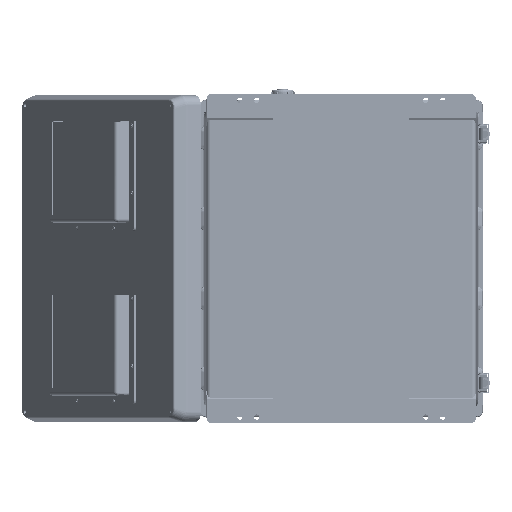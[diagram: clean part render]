
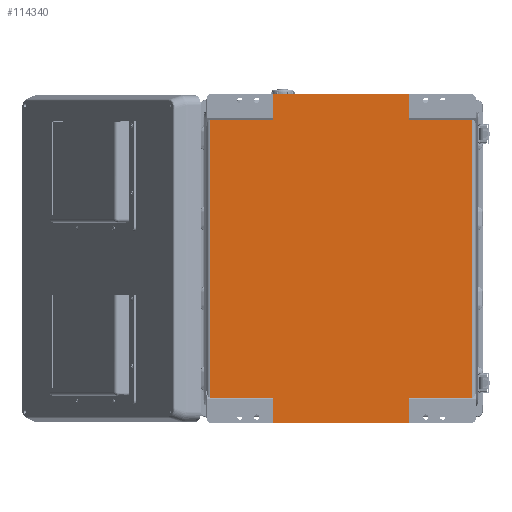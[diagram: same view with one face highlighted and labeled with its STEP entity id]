
A CAD part, front view. The second image highlights one B-rep face of the part: STEP entity #114340.
In plain terms, the highlighted planar face has unit normal (0, -1, 0).
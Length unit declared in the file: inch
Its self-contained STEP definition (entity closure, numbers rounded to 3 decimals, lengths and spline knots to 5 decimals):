
#1267 = LINE ( 'NONE', #68347, #114086 ) ;
#3889 = CARTESIAN_POINT ( 'NONE',  ( -4.03163, 0.05906, 0.85787 ) ) ;
#5767 = CARTESIAN_POINT ( 'NONE',  ( -4.03163, 0.05906, -19.48819 ) ) ;
#7612 = DIRECTION ( 'NONE',  ( 0., 0., 1. ) ) ;
#9405 = EDGE_CURVE ( 'NONE', #125313, #106431, #173647, .T. ) ;
#12937 = CARTESIAN_POINT ( 'NONE',  ( 8.11811, 0.05906, -17.96858 ) ) ;
#19595 = VECTOR ( 'NONE', #54570, 39.37008 ) ;
#20555 = FACE_OUTER_BOUND ( 'NONE', #82767, .T. ) ;
#21021 = DIRECTION ( 'NONE',  ( 0., 0., 1. ) ) ;
#21143 = CARTESIAN_POINT ( 'NONE',  ( 7.73754, 0.05906, -1.51961 ) ) ;
#21659 = AXIS2_PLACEMENT_3D ( 'NONE', #178126, #115830, #7612 ) ;
#22889 = CARTESIAN_POINT ( 'NONE',  ( -4.03163, 0.05906, 0. ) ) ;
#24656 = ORIENTED_EDGE ( 'NONE', *, *, #119932, .F. ) ;
#24706 = DIRECTION ( 'NONE',  ( 0., 0., -1. ) ) ;
#30616 = ORIENTED_EDGE ( 'NONE', *, *, #199900, .F. ) ;
#31940 = EDGE_CURVE ( 'NONE', #117661, #201699, #173405, .T. ) ;
#33427 = EDGE_CURVE ( 'NONE', #106431, #159376, #187278, .T. ) ;
#34818 = DIRECTION ( 'NONE',  ( 0., 0., 1. ) ) ;
#36355 = PLANE ( 'NONE',  #21659 ) ;
#40073 = LINE ( 'NONE', #135593, #69555 ) ;
#40977 = CARTESIAN_POINT ( 'NONE',  ( 4.03163, 0.05906, 0.85787 ) ) ;
#41711 = ORIENTED_EDGE ( 'NONE', *, *, #127066, .F. ) ;
#43788 = VECTOR ( 'NONE', #189987, 39.37008 ) ;
#48486 = VECTOR ( 'NONE', #34818, 39.37008 ) ;
#49620 = LINE ( 'NONE', #40977, #113354 ) ;
#51077 = VERTEX_POINT ( 'NONE', #22889 ) ;
#52648 = VECTOR ( 'NONE', #21021, 39.37008 ) ;
#54570 = DIRECTION ( 'NONE',  ( 0., 0., -1. ) ) ;
#55311 = EDGE_CURVE ( 'NONE', #117661, #155177, #66027, .T. ) ;
#60090 = ORIENTED_EDGE ( 'NONE', *, *, #111137, .F. ) ;
#60572 = CARTESIAN_POINT ( 'NONE',  ( -4.03163, 0.05906, -1.51961 ) ) ;
#63086 = ORIENTED_EDGE ( 'NONE', *, *, #31940, .T. ) ;
#64988 = CARTESIAN_POINT ( 'NONE',  ( 7.73754, 0.05906, -17.96858 ) ) ;
#65586 = DIRECTION ( 'NONE',  ( 1., 0., 0. ) ) ;
#66011 = CARTESIAN_POINT ( 'NONE',  ( 8.11811, 0.05906, -19.48819 ) ) ;
#66027 = LINE ( 'NONE', #12937, #159124 ) ;
#68347 = CARTESIAN_POINT ( 'NONE',  ( -7.73754, 0.05906, -1.51961 ) ) ;
#68374 = ORIENTED_EDGE ( 'NONE', *, *, #149341, .T. ) ;
#69555 = VECTOR ( 'NONE', #76578, 39.37008 ) ;
#71826 = DIRECTION ( 'NONE',  ( 0., 0., 1. ) ) ;
#75581 = VERTEX_POINT ( 'NONE', #180461 ) ;
#76578 = DIRECTION ( 'NONE',  ( -1., 0., 0. ) ) ;
#81446 = VECTOR ( 'NONE', #65586, 39.37008 ) ;
#81663 = CARTESIAN_POINT ( 'NONE',  ( 4.03163, 0.05906, 0. ) ) ;
#82301 = CARTESIAN_POINT ( 'NONE',  ( 8.11811, 0.05906, -1.51961 ) ) ;
#82767 = EDGE_LOOP ( 'NONE', ( #30616, #125928, #138415, #60090, #94856, #173277, #63086, #192666, #68374, #183000, #24656, #41711 ) ) ;
#86872 = DIRECTION ( 'NONE',  ( 0., 0., 1. ) ) ;
#93903 = LINE ( 'NONE', #184154, #81446 ) ;
#94400 = LINE ( 'NONE', #3889, #52648 ) ;
#94856 = ORIENTED_EDGE ( 'NONE', *, *, #191362, .F. ) ;
#95823 = VERTEX_POINT ( 'NONE', #128210 ) ;
#105968 = CARTESIAN_POINT ( 'NONE',  ( -7.73754, 0.05906, -1.51961 ) ) ;
#106431 = VERTEX_POINT ( 'NONE', #184628 ) ;
#111137 = EDGE_CURVE ( 'NONE', #95823, #159376, #171296, .T. ) ;
#111458 = VECTOR ( 'NONE', #24706, 39.37008 ) ;
#113354 = VECTOR ( 'NONE', #71826, 39.37008 ) ;
#113832 = DIRECTION ( 'NONE',  ( -1., 0., 0. ) ) ;
#114086 = VECTOR ( 'NONE', #86872, 39.37008 ) ;
#114340 = ADVANCED_FACE ( 'NONE', ( #20555 ), #36355, .F. ) ;
#115830 = DIRECTION ( 'NONE',  ( 0., 1., 0. ) ) ;
#117661 = VERTEX_POINT ( 'NONE', #64988 ) ;
#119199 = CARTESIAN_POINT ( 'NONE',  ( -4.03163, 0.05906, -20.34606 ) ) ;
#119856 = CARTESIAN_POINT ( 'NONE',  ( -7.73754, 0.05906, -17.96858 ) ) ;
#119932 = EDGE_CURVE ( 'NONE', #163339, #51077, #94400, .T. ) ;
#123188 = DIRECTION ( 'NONE',  ( -1., 0., 0. ) ) ;
#123942 = VECTOR ( 'NONE', #113832, 39.37008 ) ;
#125313 = VERTEX_POINT ( 'NONE', #119856 ) ;
#125339 = EDGE_CURVE ( 'NONE', #142901, #51077, #40073, .T. ) ;
#125928 = ORIENTED_EDGE ( 'NONE', *, *, #9405, .T. ) ;
#126520 = CARTESIAN_POINT ( 'NONE',  ( -8.11811, 0.05906, -17.96858 ) ) ;
#127066 = EDGE_CURVE ( 'NONE', #161162, #163339, #93903, .T. ) ;
#128210 = CARTESIAN_POINT ( 'NONE',  ( 4.03163, 0.05906, -19.48819 ) ) ;
#134781 = LINE ( 'NONE', #195710, #19595 ) ;
#135593 = CARTESIAN_POINT ( 'NONE',  ( 8.11811, 0.05906, 0. ) ) ;
#138211 = EDGE_CURVE ( 'NONE', #201699, #75581, #195101, .T. ) ;
#138415 = ORIENTED_EDGE ( 'NONE', *, *, #33427, .T. ) ;
#142901 = VERTEX_POINT ( 'NONE', #81663 ) ;
#144284 = VECTOR ( 'NONE', #159288, 39.37008 ) ;
#149341 = EDGE_CURVE ( 'NONE', #75581, #142901, #49620, .T. ) ;
#155177 = VERTEX_POINT ( 'NONE', #187657 ) ;
#159124 = VECTOR ( 'NONE', #123188, 39.37008 ) ;
#159288 = DIRECTION ( 'NONE',  ( 1., 0., 0. ) ) ;
#159376 = VERTEX_POINT ( 'NONE', #5767 ) ;
#161162 = VERTEX_POINT ( 'NONE', #105968 ) ;
#161856 = CARTESIAN_POINT ( 'NONE',  ( 7.73754, 0.05906, -1.51961 ) ) ;
#163339 = VERTEX_POINT ( 'NONE', #60572 ) ;
#171296 = LINE ( 'NONE', #66011, #43788 ) ;
#173277 = ORIENTED_EDGE ( 'NONE', *, *, #55311, .F. ) ;
#173405 = LINE ( 'NONE', #21143, #48486 ) ;
#173647 = LINE ( 'NONE', #126520, #144284 ) ;
#178126 = CARTESIAN_POINT ( 'NONE',  ( 8.11811, 0.05906, -1.51961 ) ) ;
#180461 = CARTESIAN_POINT ( 'NONE',  ( 4.03163, 0.05906, -1.51961 ) ) ;
#183000 = ORIENTED_EDGE ( 'NONE', *, *, #125339, .T. ) ;
#184154 = CARTESIAN_POINT ( 'NONE',  ( -8.11811, 0.05906, -1.51961 ) ) ;
#184628 = CARTESIAN_POINT ( 'NONE',  ( -4.03163, 0.05906, -17.96858 ) ) ;
#187278 = LINE ( 'NONE', #119199, #111458 ) ;
#187657 = CARTESIAN_POINT ( 'NONE',  ( 4.03163, 0.05906, -17.96858 ) ) ;
#189987 = DIRECTION ( 'NONE',  ( -1., 0., 0. ) ) ;
#191362 = EDGE_CURVE ( 'NONE', #155177, #95823, #134781, .T. ) ;
#192666 = ORIENTED_EDGE ( 'NONE', *, *, #138211, .T. ) ;
#195101 = LINE ( 'NONE', #82301, #123942 ) ;
#195710 = CARTESIAN_POINT ( 'NONE',  ( 4.03163, 0.05906, -20.34606 ) ) ;
#199900 = EDGE_CURVE ( 'NONE', #125313, #161162, #1267, .T. ) ;
#201699 = VERTEX_POINT ( 'NONE', #161856 ) ;
